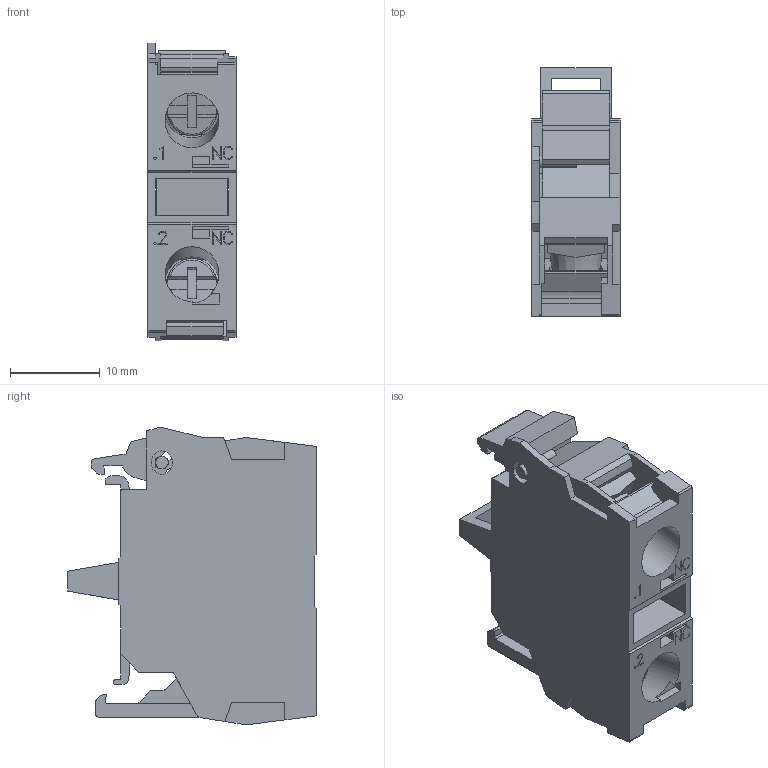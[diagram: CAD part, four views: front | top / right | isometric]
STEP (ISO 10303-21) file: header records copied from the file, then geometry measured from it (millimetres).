
FILE_DESCRIPTION( ( 'Unknown' ), '1' );
FILE_NAME( '1029_45-312.1Z10.stp', 'Unknown', ( 'Unknown' ), ( 'Unknown' ), 'PSStep 15.0.49', 'Unknown', ' ' );
FILE_SCHEMA( ( 'AUTOMOTIVE_DESIGN { 1 0 10303 214 1 1 1 1 }' ) );
Length unit declared in the file: millimetre
Products named in the file (1): 0
Bounding box: 9.8 x 27.7 x 33.15 mm (x, y, z)
Volume: 5243.5 mm3; surface area: 4567.8 mm2
Topology: 1 solids, 1 shells, 435 faces, 1263 edges, 840 vertices
Faces by surface type: plane 384, cylinder 45, torus 4, cone 2
Full cylindrical faces by diameter (mm): 1.4 x1, 3 x2, 6 x2
Entity records: 23906 total; most frequent: CARTESIAN_POINT 2567, ORIENTED_EDGE 2506, DIRECTION 2239, STYLED_ITEM 1688, PRESENTATION_STYLE_ASSIGNMENT 1688, COLOUR_RGB 1688, EDGE_CURVE 1253, CURVE_STYLE 1253
